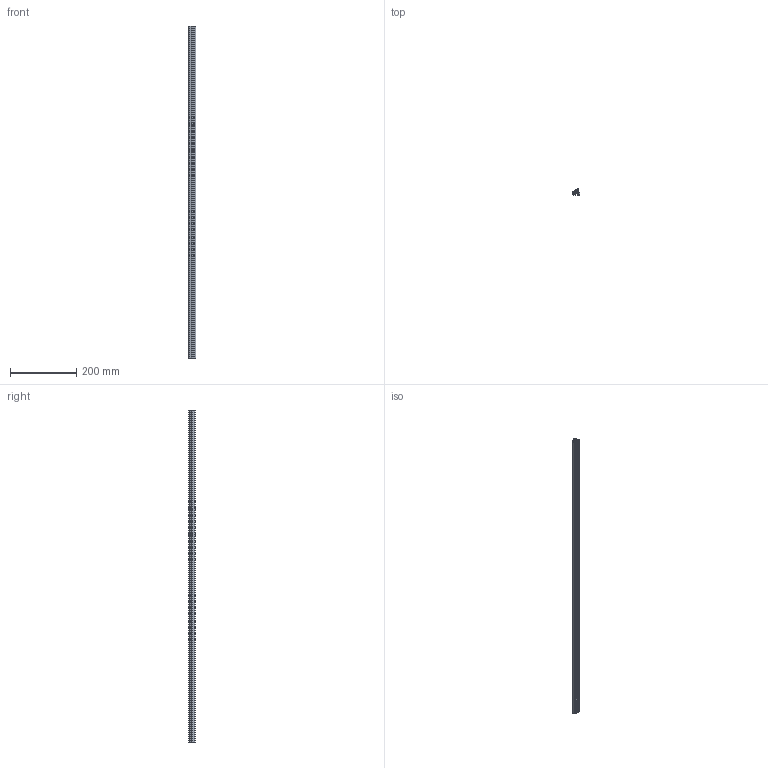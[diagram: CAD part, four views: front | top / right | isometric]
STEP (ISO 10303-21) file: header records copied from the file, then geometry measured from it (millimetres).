
FILE_DESCRIPTION(/* description */ (''),/* implementation_level */ '2;1');
FILE_NAME(/* name */ '13171_KriTec_Profil_5_R20_40_30Grad.stp',/* time_stamp */ '2015-04-20T10:51:28+02:00',/* author */ ('kostic'),/* organization */ (''),/* preprocessor_version */ 'ST-DEVELOPER v15.2',/* originating_system */ 'Autodesk Inventor 2014',/* authorisation */ '');
FILE_SCHEMA (('CONFIG_CONTROL_DESIGN'));
Length unit declared in the file: millimetre
Products named in the file (1): 13171_KriTec_Profil_5_R20_40_30°
Bounding box: 21.97 x 19.24 x 1000 mm (x, y, z)
Volume: 169380.2 mm3; surface area: 156193 mm2
Topology: 1 solids, 1 shells, 94 faces, 276 edges, 184 vertices
Faces by surface type: cylinder 58, plane 36
Entity records: 3208 total; most frequent: DIRECTION 582, CARTESIAN_POINT 555, ORIENTED_EDGE 552, EDGE_CURVE 276, AXIS2_PLACEMENT_3D 211, VERTEX_POINT 184, LINE 160, VECTOR 160
